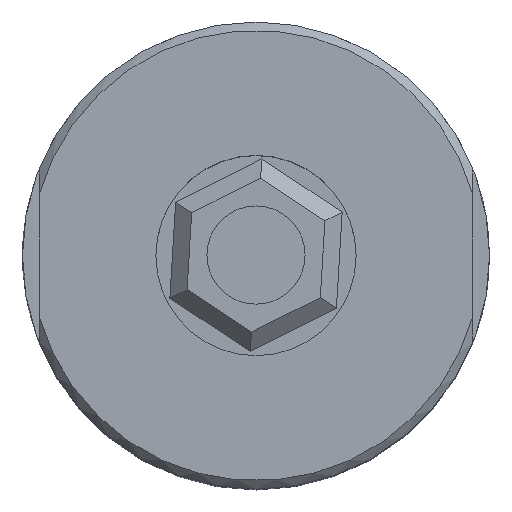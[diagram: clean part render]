
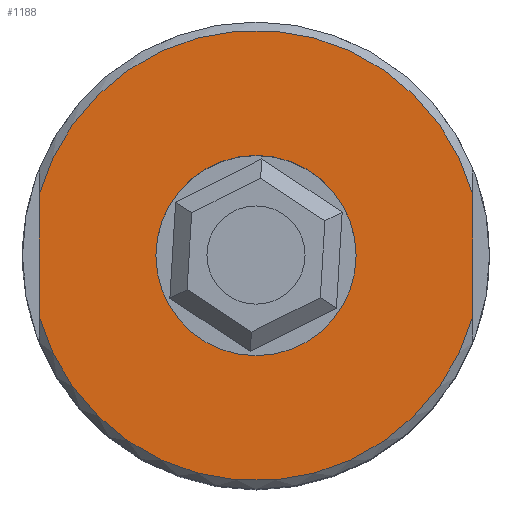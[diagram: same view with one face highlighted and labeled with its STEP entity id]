
A CAD part, top view. The second image highlights one B-rep face of the part: STEP entity #1188.
In plain terms, the highlighted planar face has unit normal (0, 0, 1).
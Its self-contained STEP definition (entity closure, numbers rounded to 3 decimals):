
#75=FACE_BOUND('',#307,.T.);
#118=CIRCLE('',#1376,13.5);
#119=CIRCLE('',#1377,13.5);
#120=CIRCLE('',#1378,6.);
#160=PLANE('',#1375);
#223=FACE_OUTER_BOUND('',#306,.T.);
#306=EDGE_LOOP('',(#937,#938,#939,#940));
#307=EDGE_LOOP('',(#941));
#384=LINE('',#2067,#473);
#388=LINE('',#2084,#477);
#473=VECTOR('',#1596,10.);
#477=VECTOR('',#1602,10.);
#588=VERTEX_POINT('',#2053);
#592=VERTEX_POINT('',#2063);
#594=VERTEX_POINT('',#2070);
#598=VERTEX_POINT('',#2080);
#599=VERTEX_POINT('',#2094);
#711=EDGE_CURVE('',#588,#592,#384,.T.);
#717=EDGE_CURVE('',#594,#598,#388,.T.);
#722=EDGE_CURVE('',#594,#592,#118,.T.);
#723=EDGE_CURVE('',#588,#598,#119,.T.);
#724=EDGE_CURVE('',#599,#599,#120,.T.);
#937=ORIENTED_EDGE('',*,*,#711,.T.);
#938=ORIENTED_EDGE('',*,*,#722,.F.);
#939=ORIENTED_EDGE('',*,*,#717,.T.);
#940=ORIENTED_EDGE('',*,*,#723,.F.);
#941=ORIENTED_EDGE('',*,*,#724,.T.);
#1188=ADVANCED_FACE('',(#223,#75),#160,.T.);
#1375=AXIS2_PLACEMENT_3D('',#2091,#1615,#1616);
#1376=AXIS2_PLACEMENT_3D('',#2092,#1617,#1618);
#1377=AXIS2_PLACEMENT_3D('',#2093,#1619,#1620);
#1378=AXIS2_PLACEMENT_3D('',#2095,#1621,#1622);
#1596=DIRECTION('',(0.,1.,0.));
#1602=DIRECTION('',(0.,-1.,0.));
#1615=DIRECTION('center_axis',(0.,0.,1.));
#1616=DIRECTION('ref_axis',(1.,0.,0.));
#1617=DIRECTION('center_axis',(0.,0.,-1.));
#1618=DIRECTION('ref_axis',(1.,0.,0.));
#1619=DIRECTION('center_axis',(0.,0.,-1.));
#1620=DIRECTION('ref_axis',(1.,0.,0.));
#1621=DIRECTION('center_axis',(0.,0.,-1.));
#1622=DIRECTION('ref_axis',(1.,0.,0.));
#2053=CARTESIAN_POINT('',(13.,-3.64,3.));
#2063=CARTESIAN_POINT('',(13.,3.64,3.));
#2067=CARTESIAN_POINT('',(13.,-2.598,3.));
#2070=CARTESIAN_POINT('',(-13.,3.64,3.));
#2080=CARTESIAN_POINT('',(-13.,-3.64,3.));
#2084=CARTESIAN_POINT('',(-13.,2.598,3.));
#2091=CARTESIAN_POINT('Origin',(0.,0.,3.));
#2092=CARTESIAN_POINT('Origin',(0.,0.,3.));
#2093=CARTESIAN_POINT('Origin',(0.,0.,3.));
#2094=CARTESIAN_POINT('',(-6.,0.,3.));
#2095=CARTESIAN_POINT('Origin',(0.,0.,3.));
